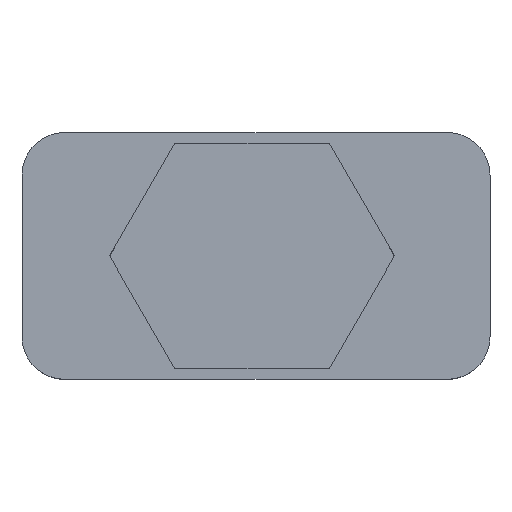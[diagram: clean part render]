
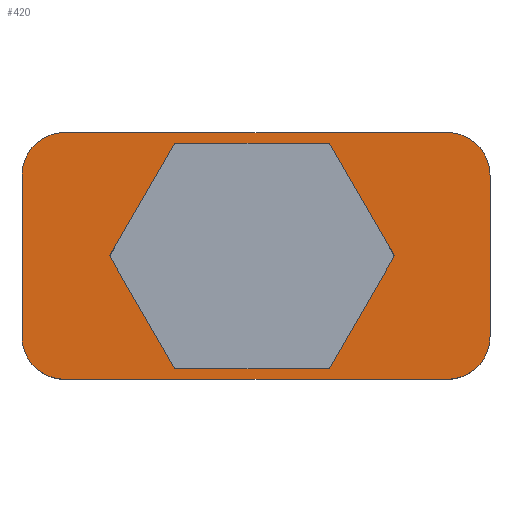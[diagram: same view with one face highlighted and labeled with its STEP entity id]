
A CAD part, top view. The second image highlights one B-rep face of the part: STEP entity #420.
In plain terms, the highlighted planar face has unit normal (0, 0, 1).
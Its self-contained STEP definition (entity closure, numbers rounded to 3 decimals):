
#42=CARTESIAN_POINT('',(25.5,15.05,2.5));
#43=VERTEX_POINT('',#42);
#50=CARTESIAN_POINT('',(25.5,11.25,2.5));
#51=VERTEX_POINT('',#50);
#52=CARTESIAN_POINT('',(25.5,15.05,2.5));
#53=DIRECTION('',(0.,-1.,0.));
#54=VECTOR('',#53,3.8);
#55=LINE('',#52,#54);
#56=EDGE_CURVE('',#43,#51,#55,.T.);
#72=CARTESIAN_POINT('',(24.5,16.05,2.5));
#73=VERTEX_POINT('',#72);
#74=CARTESIAN_POINT('',(15.5,16.05,2.5));
#75=VERTEX_POINT('',#74);
#76=CARTESIAN_POINT('',(24.5,16.05,2.5));
#77=DIRECTION('',(-1.,0.,0.));
#78=VECTOR('',#77,9.);
#79=LINE('',#76,#78);
#80=EDGE_CURVE('',#73,#75,#79,.T.);
#112=CARTESIAN_POINT('',(14.5,15.05,2.5));
#113=VERTEX_POINT('',#112);
#114=CARTESIAN_POINT('',(14.5,11.25,2.5));
#115=VERTEX_POINT('',#114);
#116=CARTESIAN_POINT('',(14.5,15.05,2.5));
#117=DIRECTION('',(0.,-1.,0.));
#118=VECTOR('',#117,3.8);
#119=LINE('',#116,#118);
#120=EDGE_CURVE('',#113,#115,#119,.T.);
#162=CARTESIAN_POINT('',(21.725,15.8,2.5));
#163=VERTEX_POINT('',#162);
#170=CARTESIAN_POINT('',(18.088,15.8,2.5));
#171=VERTEX_POINT('',#170);
#172=CARTESIAN_POINT('',(21.725,15.8,2.5));
#173=DIRECTION('',(-1.,0.,0.));
#174=VECTOR('',#173,3.637);
#175=LINE('',#172,#174);
#176=EDGE_CURVE('',#163,#171,#175,.T.);
#200=CARTESIAN_POINT('',(23.255,13.15,2.5));
#201=VERTEX_POINT('',#200);
#208=CARTESIAN_POINT('',(23.255,13.15,2.5));
#209=DIRECTION('',(-0.5,0.866,0.));
#210=VECTOR('',#209,3.06);
#211=LINE('',#208,#210);
#212=EDGE_CURVE('',#201,#163,#211,.T.);
#231=CARTESIAN_POINT('',(21.725,10.5,2.5));
#232=VERTEX_POINT('',#231);
#239=CARTESIAN_POINT('',(21.725,10.5,2.5));
#240=DIRECTION('',(0.5,0.866,0.));
#241=VECTOR('',#240,3.06);
#242=LINE('',#239,#241);
#243=EDGE_CURVE('',#232,#201,#242,.T.);
#262=CARTESIAN_POINT('',(18.088,10.5,2.5));
#263=VERTEX_POINT('',#262);
#270=CARTESIAN_POINT('',(18.088,10.5,2.5));
#271=DIRECTION('',(1.,0.,-0.));
#272=VECTOR('',#271,3.637);
#273=LINE('',#270,#272);
#274=EDGE_CURVE('',#263,#232,#273,.T.);
#293=CARTESIAN_POINT('',(16.558,13.15,2.5));
#294=VERTEX_POINT('',#293);
#301=CARTESIAN_POINT('',(16.558,13.15,2.5));
#302=DIRECTION('',(0.5,-0.866,0.));
#303=VECTOR('',#302,3.06);
#304=LINE('',#301,#303);
#305=EDGE_CURVE('',#294,#263,#304,.T.);
#323=CARTESIAN_POINT('',(18.088,15.8,2.5));
#324=DIRECTION('',(-0.5,-0.866,0.));
#325=VECTOR('',#324,3.06);
#326=LINE('',#323,#325);
#327=EDGE_CURVE('',#171,#294,#326,.T.);
#338=CARTESIAN_POINT('',(15.5,10.25,2.5));
#339=VERTEX_POINT('',#338);
#340=CARTESIAN_POINT('',(24.5,10.25,2.5));
#341=VERTEX_POINT('',#340);
#342=CARTESIAN_POINT('',(15.5,10.25,2.5));
#343=DIRECTION('',(1.,0.,-0.));
#344=VECTOR('',#343,9.);
#345=LINE('',#342,#344);
#346=EDGE_CURVE('',#339,#341,#345,.T.);
#373=CARTESIAN_POINT('',(-45.,266.,2.5));
#374=DIRECTION('',(0.,0.,1.));
#375=DIRECTION('',(1.,0.,0.));
#376=AXIS2_PLACEMENT_3D('',#373,#374,#375);
#377=PLANE('',#376);
#378=ORIENTED_EDGE('',*,*,#176,.F.);
#379=ORIENTED_EDGE('',*,*,#212,.F.);
#380=ORIENTED_EDGE('',*,*,#243,.F.);
#381=ORIENTED_EDGE('',*,*,#274,.F.);
#382=ORIENTED_EDGE('',*,*,#305,.F.);
#383=ORIENTED_EDGE('',*,*,#327,.F.);
#384=EDGE_LOOP('',(#378,#379,#380,#381,#382,#383));
#385=FACE_BOUND('',#384,.T.);
#386=ORIENTED_EDGE('',*,*,#56,.F.);
#387=CARTESIAN_POINT('',(24.5,15.05,2.5));
#388=DIRECTION('',(0.,0.,1.));
#389=DIRECTION('',(1.,0.,-0.));
#390=AXIS2_PLACEMENT_3D('',#387,#388,#389);
#391=CIRCLE('',#390,1.);
#392=EDGE_CURVE('',#43,#73,#391,.T.);
#393=ORIENTED_EDGE('',*,*,#392,.T.);
#394=ORIENTED_EDGE('',*,*,#80,.T.);
#395=CARTESIAN_POINT('',(15.5,15.05,2.5));
#396=DIRECTION('',(0.,0.,1.));
#397=DIRECTION('',(1.,0.,-0.));
#398=AXIS2_PLACEMENT_3D('',#395,#396,#397);
#399=CIRCLE('',#398,1.);
#400=EDGE_CURVE('',#75,#113,#399,.T.);
#401=ORIENTED_EDGE('',*,*,#400,.T.);
#402=ORIENTED_EDGE('',*,*,#120,.T.);
#403=CARTESIAN_POINT('',(15.5,11.25,2.5));
#404=DIRECTION('',(0.,0.,1.));
#405=DIRECTION('',(1.,0.,-0.));
#406=AXIS2_PLACEMENT_3D('',#403,#404,#405);
#407=CIRCLE('',#406,1.);
#408=EDGE_CURVE('',#115,#339,#407,.T.);
#409=ORIENTED_EDGE('',*,*,#408,.T.);
#410=ORIENTED_EDGE('',*,*,#346,.T.);
#411=CARTESIAN_POINT('',(24.5,11.25,2.5));
#412=DIRECTION('',(0.,0.,1.));
#413=DIRECTION('',(1.,0.,-0.));
#414=AXIS2_PLACEMENT_3D('',#411,#412,#413);
#415=CIRCLE('',#414,1.);
#416=EDGE_CURVE('',#341,#51,#415,.T.);
#417=ORIENTED_EDGE('',*,*,#416,.T.);
#418=EDGE_LOOP('',(#386,#393,#394,#401,#402,#409,#410,#417));
#419=FACE_BOUND('',#418,.T.);
#420=ADVANCED_FACE('',(#385,#419),#377,.T.);
